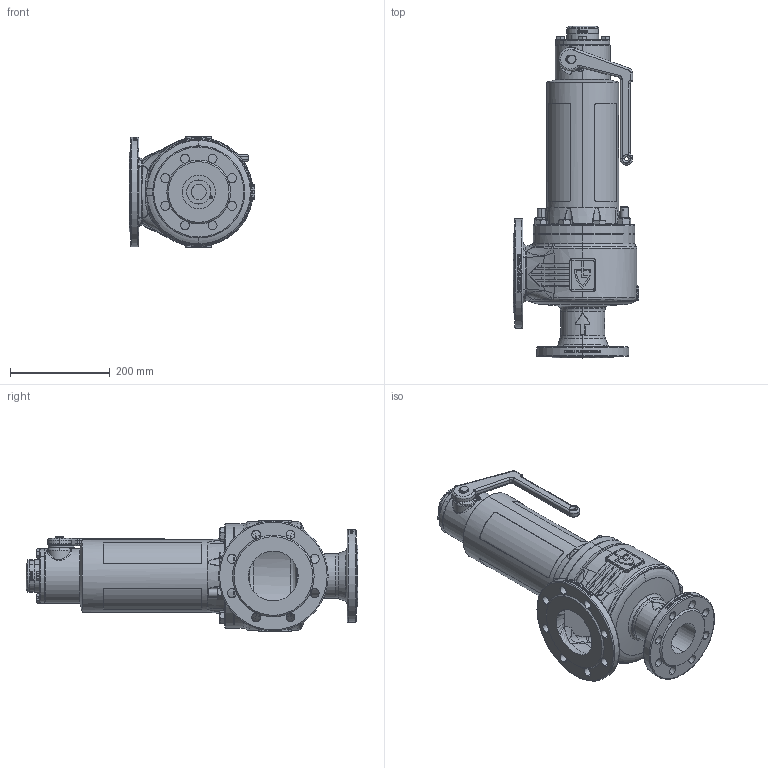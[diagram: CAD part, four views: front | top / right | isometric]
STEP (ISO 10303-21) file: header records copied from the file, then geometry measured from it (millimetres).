
FILE_DESCRIPTION (( 'STEP AP214' ), '1' );
FILE_NAME ('455TGFL_65_FLFL_65100_MD.STEP', '2020-08-20T14:13:38', ( '' ), ( '' ), 'SwSTEP 2.0', 'SolidWorks 2020', '' );
FILE_SCHEMA (( 'AUTOMOTIVE_DESIGN' ));
Length unit declared in the file: millimetre
Products named in the file (1): 455TGFL_65_FLFL_65100_MD
Bounding box: 253 x 666.75 x 221 mm (x, y, z)
Volume: 4410488.1 mm3; surface area: 1016056.7 mm2
Topology: 25 solids, 25 shells, 2963 faces, 7489 edges, 4720 vertices
Faces by surface type: plane 1075, bspline 829, cylinder 600, cone 281, torus 159, sphere 19
Entity records: 220729 total; most frequent: CARTESIAN_POINT 123011, ORIENTED_EDGE 14826, DIRECTION 11436, EDGE_CURVE 7413, VERTEX_POINT 4720, AXIS2_PLACEMENT_3D 4582, EDGE_LOOP 3287, UNCERTAINTY_MEASURE_WITH_UNIT 2983
